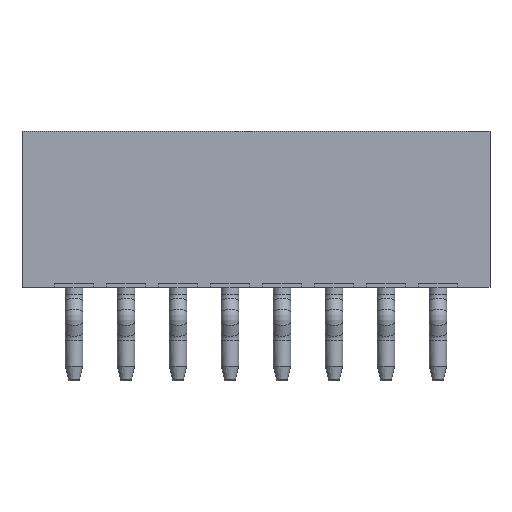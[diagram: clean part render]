
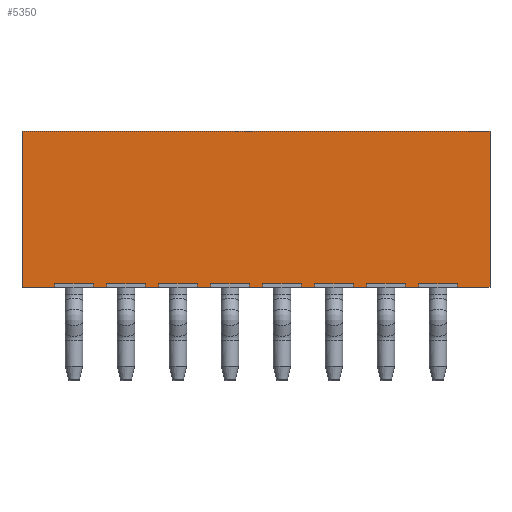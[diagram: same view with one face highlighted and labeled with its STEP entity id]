
A CAD part, front view. The second image highlights one B-rep face of the part: STEP entity #5350.
In plain terms, the highlighted face is planar.
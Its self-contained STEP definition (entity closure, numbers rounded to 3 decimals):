
#880=ORIENTED_EDGE('',*,*,#1791,.T.);
#881=ORIENTED_EDGE('',*,*,#1497,.T.);
#882=ORIENTED_EDGE('',*,*,#1495,.T.);
#883=ORIENTED_EDGE('',*,*,#1492,.T.);
#884=ORIENTED_EDGE('',*,*,#1792,.T.);
#885=ORIENTED_EDGE('',*,*,#1519,.T.);
#886=ORIENTED_EDGE('',*,*,#1517,.T.);
#887=ORIENTED_EDGE('',*,*,#1514,.T.);
#888=ORIENTED_EDGE('',*,*,#1793,.T.);
#889=ORIENTED_EDGE('',*,*,#1541,.T.);
#890=ORIENTED_EDGE('',*,*,#1539,.T.);
#891=ORIENTED_EDGE('',*,*,#1536,.T.);
#892=ORIENTED_EDGE('',*,*,#1794,.T.);
#893=ORIENTED_EDGE('',*,*,#1563,.T.);
#894=ORIENTED_EDGE('',*,*,#1561,.T.);
#895=ORIENTED_EDGE('',*,*,#1558,.T.);
#896=ORIENTED_EDGE('',*,*,#1795,.T.);
#897=ORIENTED_EDGE('',*,*,#1585,.T.);
#898=ORIENTED_EDGE('',*,*,#1583,.T.);
#899=ORIENTED_EDGE('',*,*,#1580,.T.);
#900=ORIENTED_EDGE('',*,*,#1796,.T.);
#901=ORIENTED_EDGE('',*,*,#1607,.T.);
#902=ORIENTED_EDGE('',*,*,#1605,.T.);
#903=ORIENTED_EDGE('',*,*,#1602,.T.);
#904=ORIENTED_EDGE('',*,*,#1797,.T.);
#905=ORIENTED_EDGE('',*,*,#1629,.T.);
#906=ORIENTED_EDGE('',*,*,#1627,.T.);
#907=ORIENTED_EDGE('',*,*,#1624,.T.);
#908=ORIENTED_EDGE('',*,*,#1798,.T.);
#909=ORIENTED_EDGE('',*,*,#1683,.T.);
#910=ORIENTED_EDGE('',*,*,#1681,.T.);
#911=ORIENTED_EDGE('',*,*,#1678,.T.);
#912=ORIENTED_EDGE('',*,*,#1799,.T.);
#913=ORIENTED_EDGE('',*,*,#1766,.F.);
#914=ORIENTED_EDGE('',*,*,#1760,.F.);
#915=ORIENTED_EDGE('',*,*,#1773,.T.);
#1492=EDGE_CURVE('',#2052,#2053,#2476,.T.);
#1495=EDGE_CURVE('',#2054,#2052,#2479,.T.);
#1497=EDGE_CURVE('',#2055,#2054,#2481,.T.);
#1514=EDGE_CURVE('',#2068,#2069,#2498,.T.);
#1517=EDGE_CURVE('',#2070,#2068,#2501,.T.);
#1519=EDGE_CURVE('',#2071,#2070,#2503,.T.);
#1536=EDGE_CURVE('',#2084,#2085,#2520,.T.);
#1539=EDGE_CURVE('',#2086,#2084,#2523,.T.);
#1541=EDGE_CURVE('',#2087,#2086,#2525,.T.);
#1558=EDGE_CURVE('',#2100,#2101,#2542,.T.);
#1561=EDGE_CURVE('',#2102,#2100,#2545,.T.);
#1563=EDGE_CURVE('',#2103,#2102,#2547,.T.);
#1580=EDGE_CURVE('',#2116,#2117,#2564,.T.);
#1583=EDGE_CURVE('',#2118,#2116,#2567,.T.);
#1585=EDGE_CURVE('',#2119,#2118,#2569,.T.);
#1602=EDGE_CURVE('',#2132,#2133,#2586,.T.);
#1605=EDGE_CURVE('',#2134,#2132,#2589,.T.);
#1607=EDGE_CURVE('',#2135,#2134,#2591,.T.);
#1624=EDGE_CURVE('',#2148,#2149,#2608,.T.);
#1627=EDGE_CURVE('',#2150,#2148,#2611,.T.);
#1629=EDGE_CURVE('',#2151,#2150,#2613,.T.);
#1678=EDGE_CURVE('',#2188,#2189,#2662,.T.);
#1681=EDGE_CURVE('',#2190,#2188,#2665,.T.);
#1683=EDGE_CURVE('',#2191,#2190,#2667,.T.);
#1760=EDGE_CURVE('',#2240,#2241,#2744,.T.);
#1766=EDGE_CURVE('',#2241,#2244,#2750,.T.);
#1773=EDGE_CURVE('',#2240,#2247,#2757,.T.);
#1791=EDGE_CURVE('',#2247,#2055,#2767,.T.);
#1792=EDGE_CURVE('',#2053,#2071,#2768,.T.);
#1793=EDGE_CURVE('',#2069,#2087,#2769,.T.);
#1794=EDGE_CURVE('',#2085,#2103,#2770,.T.);
#1795=EDGE_CURVE('',#2101,#2119,#2771,.T.);
#1796=EDGE_CURVE('',#2117,#2135,#2772,.T.);
#1797=EDGE_CURVE('',#2133,#2151,#2773,.T.);
#1798=EDGE_CURVE('',#2149,#2191,#2774,.T.);
#1799=EDGE_CURVE('',#2189,#2244,#2775,.T.);
#2052=VERTEX_POINT('',#6846);
#2053=VERTEX_POINT('',#6847);
#2054=VERTEX_POINT('',#6852);
#2055=VERTEX_POINT('',#6856);
#2068=VERTEX_POINT('',#6892);
#2069=VERTEX_POINT('',#6893);
#2070=VERTEX_POINT('',#6898);
#2071=VERTEX_POINT('',#6902);
#2084=VERTEX_POINT('',#6938);
#2085=VERTEX_POINT('',#6939);
#2086=VERTEX_POINT('',#6944);
#2087=VERTEX_POINT('',#6948);
#2100=VERTEX_POINT('',#6984);
#2101=VERTEX_POINT('',#6985);
#2102=VERTEX_POINT('',#6990);
#2103=VERTEX_POINT('',#6994);
#2116=VERTEX_POINT('',#7030);
#2117=VERTEX_POINT('',#7031);
#2118=VERTEX_POINT('',#7036);
#2119=VERTEX_POINT('',#7040);
#2132=VERTEX_POINT('',#7076);
#2133=VERTEX_POINT('',#7077);
#2134=VERTEX_POINT('',#7082);
#2135=VERTEX_POINT('',#7086);
#2148=VERTEX_POINT('',#7122);
#2149=VERTEX_POINT('',#7123);
#2150=VERTEX_POINT('',#7128);
#2151=VERTEX_POINT('',#7132);
#2188=VERTEX_POINT('',#7234);
#2189=VERTEX_POINT('',#7235);
#2190=VERTEX_POINT('',#7240);
#2191=VERTEX_POINT('',#7244);
#2240=VERTEX_POINT('',#7396);
#2241=VERTEX_POINT('',#7398);
#2244=VERTEX_POINT('',#7410);
#2247=VERTEX_POINT('',#7420);
#2476=LINE('',#6845,#2780);
#2479=LINE('',#6851,#2783);
#2481=LINE('',#6855,#2785);
#2498=LINE('',#6891,#2802);
#2501=LINE('',#6897,#2805);
#2503=LINE('',#6901,#2807);
#2520=LINE('',#6937,#2824);
#2523=LINE('',#6943,#2827);
#2525=LINE('',#6947,#2829);
#2542=LINE('',#6983,#2846);
#2545=LINE('',#6989,#2849);
#2547=LINE('',#6993,#2851);
#2564=LINE('',#7029,#2868);
#2567=LINE('',#7035,#2871);
#2569=LINE('',#7039,#2873);
#2586=LINE('',#7075,#2890);
#2589=LINE('',#7081,#2893);
#2591=LINE('',#7085,#2895);
#2608=LINE('',#7121,#2912);
#2611=LINE('',#7127,#2915);
#2613=LINE('',#7131,#2917);
#2662=LINE('',#7233,#2966);
#2665=LINE('',#7239,#2969);
#2667=LINE('',#7243,#2971);
#2744=LINE('',#7397,#3048);
#2750=LINE('',#7409,#3054);
#2757=LINE('',#7421,#3061);
#2767=LINE('',#7451,#3071);
#2768=LINE('',#7452,#3072);
#2769=LINE('',#7453,#3073);
#2770=LINE('',#7454,#3074);
#2771=LINE('',#7455,#3075);
#2772=LINE('',#7456,#3076);
#2773=LINE('',#7457,#3077);
#2774=LINE('',#7458,#3078);
#2775=LINE('',#7459,#3079);
#2780=VECTOR('',#5828,1000.);
#2783=VECTOR('',#5833,1000.);
#2785=VECTOR('',#5837,1000.);
#2802=VECTOR('',#5866,1000.);
#2805=VECTOR('',#5871,1000.);
#2807=VECTOR('',#5875,1000.);
#2824=VECTOR('',#5904,1000.);
#2827=VECTOR('',#5909,1000.);
#2829=VECTOR('',#5913,1000.);
#2846=VECTOR('',#5942,1000.);
#2849=VECTOR('',#5947,1000.);
#2851=VECTOR('',#5951,1000.);
#2868=VECTOR('',#5980,1000.);
#2871=VECTOR('',#5985,1000.);
#2873=VECTOR('',#5989,1000.);
#2890=VECTOR('',#6018,1000.);
#2893=VECTOR('',#6023,1000.);
#2895=VECTOR('',#6027,1000.);
#2912=VECTOR('',#6056,1000.);
#2915=VECTOR('',#6061,1000.);
#2917=VECTOR('',#6065,1000.);
#2966=VECTOR('',#6146,1000.);
#2969=VECTOR('',#6151,1000.);
#2971=VECTOR('',#6155,1000.);
#3048=VECTOR('',#6286,1000.);
#3054=VECTOR('',#6298,1000.);
#3061=VECTOR('',#6307,1000.);
#3071=VECTOR('',#6341,1000.);
#3072=VECTOR('',#6342,1000.);
#3073=VECTOR('',#6343,1000.);
#3074=VECTOR('',#6344,1000.);
#3075=VECTOR('',#6345,1000.);
#3076=VECTOR('',#6346,1000.);
#3077=VECTOR('',#6347,1000.);
#3078=VECTOR('',#6348,1000.);
#3079=VECTOR('',#6349,1000.);
#3196=EDGE_LOOP('',(#880,#881,#882,#883,#884,#885,#886,#887,#888,#889,#890,
#891,#892,#893,#894,#895,#896,#897,#898,#899,#900,#901,#902,#903,#904,#905,
#906,#907,#908,#909,#910,#911,#912,#913,#914,#915));
#3482=FACE_BOUND('',#3196,.T.);
#3756=PLANE('',#5575);
#5350=ADVANCED_FACE('',(#3482),#3756,.T.);
#5575=AXIS2_PLACEMENT_3D('',#7450,#6339,#6340);
#5828=DIRECTION('',(0.,0.,-1.));
#5833=DIRECTION('',(-1.,0.,0.));
#5837=DIRECTION('',(0.,0.,1.));
#5866=DIRECTION('',(0.,0.,-1.));
#5871=DIRECTION('',(-1.,0.,0.));
#5875=DIRECTION('',(0.,0.,1.));
#5904=DIRECTION('',(0.,0.,-1.));
#5909=DIRECTION('',(-1.,0.,0.));
#5913=DIRECTION('',(0.,0.,1.));
#5942=DIRECTION('',(0.,0.,-1.));
#5947=DIRECTION('',(-1.,0.,0.));
#5951=DIRECTION('',(0.,0.,1.));
#5980=DIRECTION('',(0.,0.,-1.));
#5985=DIRECTION('',(-1.,0.,0.));
#5989=DIRECTION('',(0.,0.,1.));
#6018=DIRECTION('',(0.,0.,-1.));
#6023=DIRECTION('',(-1.,0.,0.));
#6027=DIRECTION('',(0.,0.,1.));
#6056=DIRECTION('',(0.,0.,-1.));
#6061=DIRECTION('',(-1.,0.,0.));
#6065=DIRECTION('',(0.,0.,1.));
#6146=DIRECTION('',(0.,0.,-1.));
#6151=DIRECTION('',(-1.,0.,0.));
#6155=DIRECTION('',(0.,0.,1.));
#6286=DIRECTION('',(-1.,0.,0.));
#6298=DIRECTION('',(0.,0.,-1.));
#6307=DIRECTION('',(0.,0.,-1.));
#6339=DIRECTION('',(0.,1.,0.));
#6340=DIRECTION('',(0.,0.,1.));
#6341=DIRECTION('',(-1.,0.,0.));
#6342=DIRECTION('',(-1.,0.,0.));
#6343=DIRECTION('',(-1.,0.,0.));
#6344=DIRECTION('',(-1.,0.,0.));
#6345=DIRECTION('',(-1.,0.,0.));
#6346=DIRECTION('',(-1.,0.,0.));
#6347=DIRECTION('',(-1.,0.,0.));
#6348=DIRECTION('',(-1.,0.,0.));
#6349=DIRECTION('',(-1.,0.,0.));
#6845=CARTESIAN_POINT('',(4.7,1.75,-2.15));
#6846=CARTESIAN_POINT('',(4.7,1.75,-2.15));
#6847=CARTESIAN_POINT('',(4.7,1.75,-2.25));
#6851=CARTESIAN_POINT('',(5.8,1.75,-2.15));
#6852=CARTESIAN_POINT('',(5.8,1.75,-2.15));
#6855=CARTESIAN_POINT('',(5.8,1.75,-2.25));
#6856=CARTESIAN_POINT('',(5.8,1.75,-2.25));
#6891=CARTESIAN_POINT('',(3.2,1.75,-2.15));
#6892=CARTESIAN_POINT('',(3.2,1.75,-2.15));
#6893=CARTESIAN_POINT('',(3.2,1.75,-2.25));
#6897=CARTESIAN_POINT('',(4.3,1.75,-2.15));
#6898=CARTESIAN_POINT('',(4.3,1.75,-2.15));
#6901=CARTESIAN_POINT('',(4.3,1.75,-2.25));
#6902=CARTESIAN_POINT('',(4.3,1.75,-2.25));
#6937=CARTESIAN_POINT('',(1.7,1.75,-2.15));
#6938=CARTESIAN_POINT('',(1.7,1.75,-2.15));
#6939=CARTESIAN_POINT('',(1.7,1.75,-2.25));
#6943=CARTESIAN_POINT('',(2.8,1.75,-2.15));
#6944=CARTESIAN_POINT('',(2.8,1.75,-2.15));
#6947=CARTESIAN_POINT('',(2.8,1.75,-2.25));
#6948=CARTESIAN_POINT('',(2.8,1.75,-2.25));
#6983=CARTESIAN_POINT('',(0.2,1.75,-2.15));
#6984=CARTESIAN_POINT('',(0.2,1.75,-2.15));
#6985=CARTESIAN_POINT('',(0.2,1.75,-2.25));
#6989=CARTESIAN_POINT('',(1.3,1.75,-2.15));
#6990=CARTESIAN_POINT('',(1.3,1.75,-2.15));
#6993=CARTESIAN_POINT('',(1.3,1.75,-2.25));
#6994=CARTESIAN_POINT('',(1.3,1.75,-2.25));
#7029=CARTESIAN_POINT('',(-1.3,1.75,-2.15));
#7030=CARTESIAN_POINT('',(-1.3,1.75,-2.15));
#7031=CARTESIAN_POINT('',(-1.3,1.75,-2.25));
#7035=CARTESIAN_POINT('',(-0.2,1.75,-2.15));
#7036=CARTESIAN_POINT('',(-0.2,1.75,-2.15));
#7039=CARTESIAN_POINT('',(-0.2,1.75,-2.25));
#7040=CARTESIAN_POINT('',(-0.2,1.75,-2.25));
#7075=CARTESIAN_POINT('',(-2.8,1.75,-2.15));
#7076=CARTESIAN_POINT('',(-2.8,1.75,-2.15));
#7077=CARTESIAN_POINT('',(-2.8,1.75,-2.25));
#7081=CARTESIAN_POINT('',(-1.7,1.75,-2.15));
#7082=CARTESIAN_POINT('',(-1.7,1.75,-2.15));
#7085=CARTESIAN_POINT('',(-1.7,1.75,-2.25));
#7086=CARTESIAN_POINT('',(-1.7,1.75,-2.25));
#7121=CARTESIAN_POINT('',(-4.3,1.75,-2.15));
#7122=CARTESIAN_POINT('',(-4.3,1.75,-2.15));
#7123=CARTESIAN_POINT('',(-4.3,1.75,-2.25));
#7127=CARTESIAN_POINT('',(-3.2,1.75,-2.15));
#7128=CARTESIAN_POINT('',(-3.2,1.75,-2.15));
#7131=CARTESIAN_POINT('',(-3.2,1.75,-2.25));
#7132=CARTESIAN_POINT('',(-3.2,1.75,-2.25));
#7233=CARTESIAN_POINT('',(-5.8,1.75,-2.15));
#7234=CARTESIAN_POINT('',(-5.8,1.75,-2.15));
#7235=CARTESIAN_POINT('',(-5.8,1.75,-2.25));
#7239=CARTESIAN_POINT('',(-4.7,1.75,-2.15));
#7240=CARTESIAN_POINT('',(-4.7,1.75,-2.15));
#7243=CARTESIAN_POINT('',(-4.7,1.75,-2.25));
#7244=CARTESIAN_POINT('',(-4.7,1.75,-2.25));
#7396=CARTESIAN_POINT('',(6.75,1.75,2.25));
#7397=CARTESIAN_POINT('',(6.75,1.75,2.25));
#7398=CARTESIAN_POINT('',(-6.75,1.75,2.25));
#7409=CARTESIAN_POINT('',(-6.75,1.75,2.25));
#7410=CARTESIAN_POINT('',(-6.75,1.75,-2.25));
#7420=CARTESIAN_POINT('',(6.75,1.75,-2.25));
#7421=CARTESIAN_POINT('',(6.75,1.75,2.25));
#7450=CARTESIAN_POINT('',(6.75,1.75,2.25));
#7451=CARTESIAN_POINT('',(6.75,1.75,-2.25));
#7452=CARTESIAN_POINT('',(6.75,1.75,-2.25));
#7453=CARTESIAN_POINT('',(6.75,1.75,-2.25));
#7454=CARTESIAN_POINT('',(6.75,1.75,-2.25));
#7455=CARTESIAN_POINT('',(6.75,1.75,-2.25));
#7456=CARTESIAN_POINT('',(6.75,1.75,-2.25));
#7457=CARTESIAN_POINT('',(6.75,1.75,-2.25));
#7458=CARTESIAN_POINT('',(6.75,1.75,-2.25));
#7459=CARTESIAN_POINT('',(6.75,1.75,-2.25));
